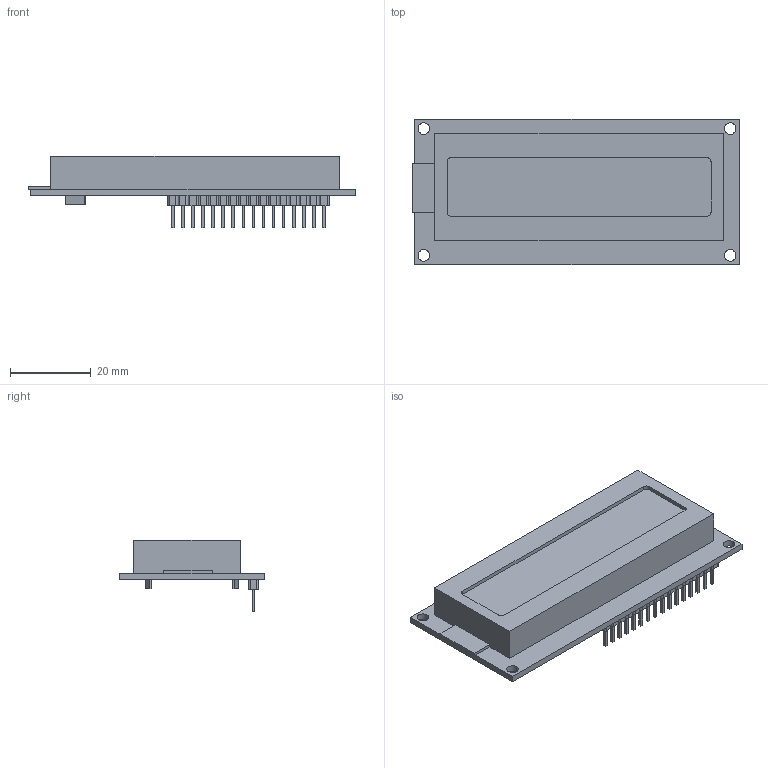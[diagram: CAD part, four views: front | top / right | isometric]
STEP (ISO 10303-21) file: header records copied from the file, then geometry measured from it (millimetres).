
FILE_DESCRIPTION (( 'STEP AP214' ), '1' );
FILE_NAME ('LCD1602.STEP', '2012-05-22T00:12:54', ( 'hstar' ), ( '' ), 'SwSTEP 2.0', 'SolidWorks 2010', '' );
FILE_SCHEMA (( 'AUTOMOTIVE_DESIGN' ));
Length unit declared in the file: millimetre
Products named in the file (1): LCD1602
Bounding box: 81 x 36 x 17.8 mm (x, y, z)
Volume: 19544.5 mm3; surface area: 8590.8 mm2
Topology: 1 solids, 1 shells, 242 faces, 646 edges, 430 vertices
Faces by surface type: plane 166, cylinder 76
Entity records: 9996 total; most frequent: CARTESIAN_POINT 1319, ORIENTED_EDGE 1292, DIRECTION 1284, EDGE_CURVE 646, VECTOR 494, LINE 494, VERTEX_POINT 430, AXIS2_PLACEMENT_3D 395
